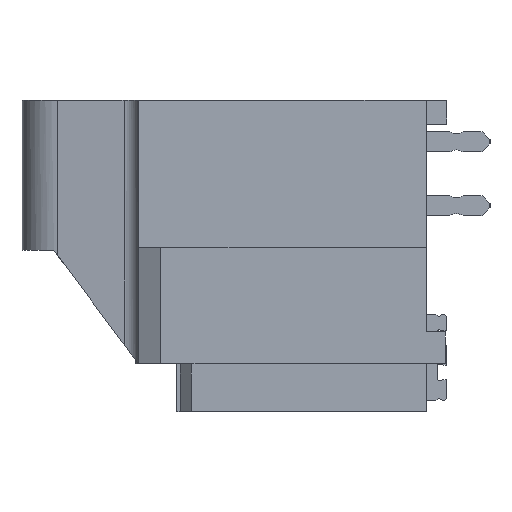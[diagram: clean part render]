
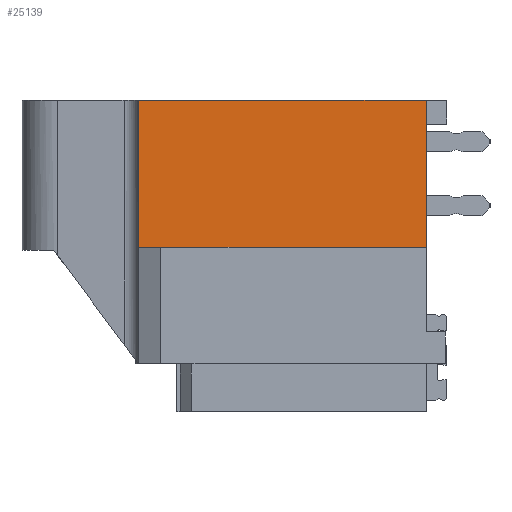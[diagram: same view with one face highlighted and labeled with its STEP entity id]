
A CAD part, left-side view. The second image highlights one B-rep face of the part: STEP entity #25139.
In plain terms, the highlighted planar face has unit normal (-1, 0, 0).
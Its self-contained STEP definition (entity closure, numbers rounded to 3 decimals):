
#270 = LINE ( 'NONE', #19250, #25637 ) ;
#712 = DIRECTION ( 'NONE',  ( 1., 0., 0. ) ) ;
#2756 = VERTEX_POINT ( 'NONE', #4686 ) ;
#3648 = ORIENTED_EDGE ( 'NONE', *, *, #5795, .T. ) ;
#3896 = LINE ( 'NONE', #14709, #26915 ) ;
#4686 = CARTESIAN_POINT ( 'NONE',  ( -12.8, 9.65, -2.3 ) ) ;
#5163 = CARTESIAN_POINT ( 'NONE',  ( -12.8, 9.65, -2.3 ) ) ;
#5795 = EDGE_CURVE ( 'NONE', #14683, #9619, #24005, .T. ) ;
#6161 = EDGE_CURVE ( 'NONE', #2756, #25521, #29432, .T. ) ;
#6485 = EDGE_LOOP ( 'NONE', ( #10222, #15395, #10332, #20024, #3648 ) ) ;
#7776 = CARTESIAN_POINT ( 'NONE',  ( -12.8, 9.65, 2.3 ) ) ;
#8019 = VECTOR ( 'NONE', #10252, 1000. ) ;
#9619 = VERTEX_POINT ( 'NONE', #32705 ) ;
#10222 = ORIENTED_EDGE ( 'NONE', *, *, #19493, .T. ) ;
#10252 = DIRECTION ( 'NONE',  ( 0., -1., 0. ) ) ;
#10332 = ORIENTED_EDGE ( 'NONE', *, *, #6161, .F. ) ;
#14098 = DIRECTION ( 'NONE',  ( 0., 0., 1. ) ) ;
#14683 = VERTEX_POINT ( 'NONE', #25778 ) ;
#14709 = CARTESIAN_POINT ( 'NONE',  ( -12.8, 9.65, -2.3 ) ) ;
#15244 = LINE ( 'NONE', #7776, #8019 ) ;
#15395 = ORIENTED_EDGE ( 'NONE', *, *, #26527, .F. ) ;
#15489 = AXIS2_PLACEMENT_3D ( 'NONE', #17414, #712, #22697 ) ;
#15805 = VERTEX_POINT ( 'NONE', #24577 ) ;
#16288 = CARTESIAN_POINT ( 'NONE',  ( -12.8, 9.65, 2.3 ) ) ;
#16455 = VECTOR ( 'NONE', #21363, 1000. ) ;
#17038 = FACE_OUTER_BOUND ( 'NONE', #6485, .T. ) ;
#17414 = CARTESIAN_POINT ( 'NONE',  ( -12.8, 9.65, -2.3 ) ) ;
#19250 = CARTESIAN_POINT ( 'NONE',  ( -12.8, 0.65, -2.3 ) ) ;
#19493 = EDGE_CURVE ( 'NONE', #9619, #15805, #270, .T. ) ;
#20024 = ORIENTED_EDGE ( 'NONE', *, *, #32138, .T. ) ;
#21363 = DIRECTION ( 'NONE',  ( 0., -1., 0. ) ) ;
#22697 = DIRECTION ( 'NONE',  ( 0., 1., 0. ) ) ;
#24005 = LINE ( 'NONE', #29656, #16455 ) ;
#24577 = CARTESIAN_POINT ( 'NONE',  ( -12.8, 0.65, 2.3 ) ) ;
#25139 = ADVANCED_FACE ( 'NONE', ( #17038 ), #27669, .F. ) ;
#25521 = VERTEX_POINT ( 'NONE', #16288 ) ;
#25637 = VECTOR ( 'NONE', #14098, 1000. ) ;
#25778 = CARTESIAN_POINT ( 'NONE',  ( -12.8, 8.95, -2.3 ) ) ;
#26527 = EDGE_CURVE ( 'NONE', #25521, #15805, #15244, .T. ) ;
#26915 = VECTOR ( 'NONE', #31174, 1000. ) ;
#27669 = PLANE ( 'NONE',  #15489 ) ;
#28905 = VECTOR ( 'NONE', #34918, 1000. ) ;
#29432 = LINE ( 'NONE', #5163, #28905 ) ;
#29656 = CARTESIAN_POINT ( 'NONE',  ( -12.8, 9.65, -2.3 ) ) ;
#31174 = DIRECTION ( 'NONE',  ( 0., -1., 0. ) ) ;
#32138 = EDGE_CURVE ( 'NONE', #2756, #14683, #3896, .T. ) ;
#32705 = CARTESIAN_POINT ( 'NONE',  ( -12.8, 0.65, -2.3 ) ) ;
#34918 = DIRECTION ( 'NONE',  ( 0., 0., 1. ) ) ;
